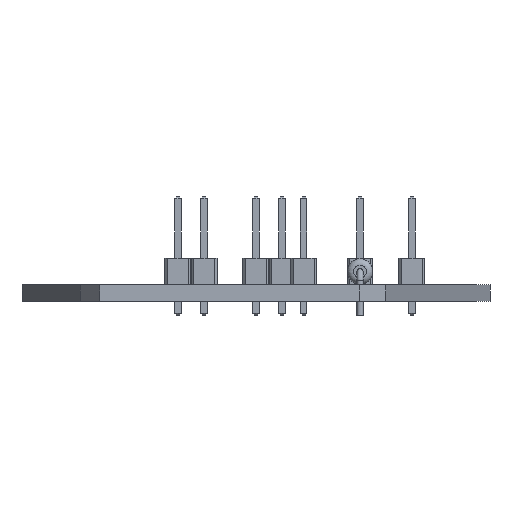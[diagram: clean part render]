
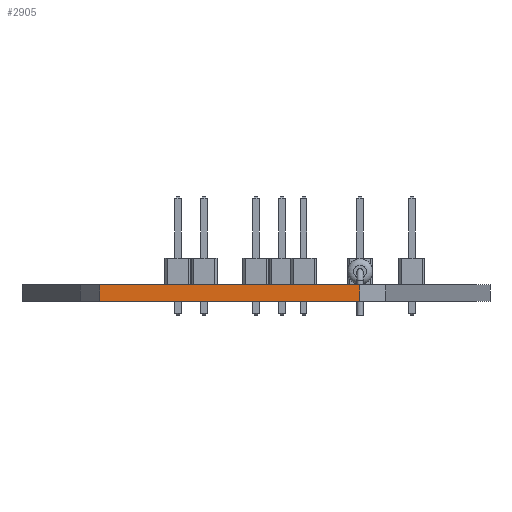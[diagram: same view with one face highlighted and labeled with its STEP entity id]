
A CAD part, left-side view. The second image highlights one B-rep face of the part: STEP entity #2905.
In plain terms, the highlighted planar face has unit normal (-1, 0, 0).
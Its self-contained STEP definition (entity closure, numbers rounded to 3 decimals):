
#1460 = VERTEX_POINT('',#1461);
#1461 = CARTESIAN_POINT('',(50.8,-68.58,0.));
#1467 = EDGE_CURVE('',#1468,#1460,#1470,.T.);
#1468 = VERTEX_POINT('',#1469);
#1469 = CARTESIAN_POINT('',(50.8,-93.98,0.));
#1470 = LINE('',#1471,#1472);
#1471 = CARTESIAN_POINT('',(50.8,-93.98,0.));
#1472 = VECTOR('',#1473,1.);
#1473 = DIRECTION('',(0.,1.,0.));
#2143 = VERTEX_POINT('',#2144);
#2144 = CARTESIAN_POINT('',(50.8,-68.58,1.6));
#2150 = EDGE_CURVE('',#2151,#2143,#2153,.T.);
#2151 = VERTEX_POINT('',#2152);
#2152 = CARTESIAN_POINT('',(50.8,-93.98,1.6));
#2153 = LINE('',#2154,#2155);
#2154 = CARTESIAN_POINT('',(50.8,-93.98,1.6));
#2155 = VECTOR('',#2156,1.);
#2156 = DIRECTION('',(0.,1.,0.));
#2875 = EDGE_CURVE('',#1460,#2143,#2876,.T.);
#2876 = LINE('',#2877,#2878);
#2877 = CARTESIAN_POINT('',(50.8,-68.58,0.));
#2878 = VECTOR('',#2879,1.);
#2879 = DIRECTION('',(0.,0.,1.));
#2905 = ADVANCED_FACE('',(#2906),#2917,.T.);
#2906 = FACE_BOUND('',#2907,.T.);
#2907 = EDGE_LOOP('',(#2908,#2914,#2915,#2916));
#2908 = ORIENTED_EDGE('',*,*,#2909,.T.);
#2909 = EDGE_CURVE('',#1468,#2151,#2910,.T.);
#2910 = LINE('',#2911,#2912);
#2911 = CARTESIAN_POINT('',(50.8,-93.98,0.));
#2912 = VECTOR('',#2913,1.);
#2913 = DIRECTION('',(0.,0.,1.));
#2914 = ORIENTED_EDGE('',*,*,#2150,.T.);
#2915 = ORIENTED_EDGE('',*,*,#2875,.F.);
#2916 = ORIENTED_EDGE('',*,*,#1467,.F.);
#2917 = PLANE('',#2918);
#2918 = AXIS2_PLACEMENT_3D('',#2919,#2920,#2921);
#2919 = CARTESIAN_POINT('',(50.8,-93.98,0.));
#2920 = DIRECTION('',(-1.,0.,0.));
#2921 = DIRECTION('',(0.,1.,0.));
